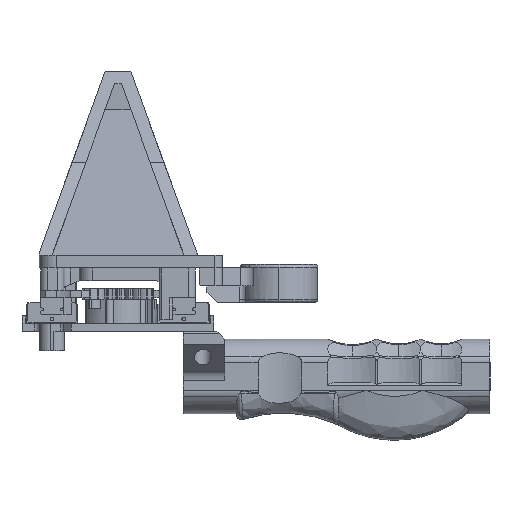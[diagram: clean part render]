
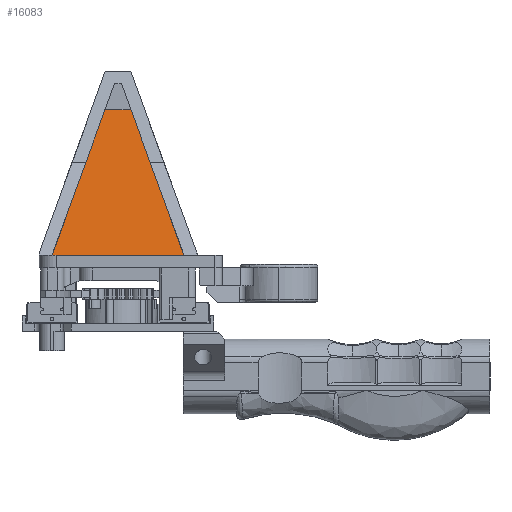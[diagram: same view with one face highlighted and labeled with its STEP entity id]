
A CAD part, left-side view. The second image highlights one B-rep face of the part: STEP entity #16083.
In plain terms, the highlighted planar face has unit normal (-0.988, 0, 0.152).
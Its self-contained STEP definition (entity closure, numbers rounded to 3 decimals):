
#407 = DIRECTION ( 'NONE',  ( -0.152, 0., -0.988 ) ) ;
#636 = PLANE ( 'NONE',  #7042 ) ;
#665 = VERTEX_POINT ( 'NONE', #7866 ) ;
#896 = VERTEX_POINT ( 'NONE', #30369 ) ;
#1131 = DIRECTION ( 'NONE',  ( -0.143, 0.339, -0.93 ) ) ;
#1687 = LINE ( 'NONE', #11497, #43724 ) ;
#3899 = CARTESIAN_POINT ( 'NONE',  ( -20.926, 30.014, 93.181 ) ) ;
#4122 = VECTOR ( 'NONE', #19057, 1000. ) ;
#4694 = EDGE_CURVE ( 'NONE', #26841, #896, #1687, .T. ) ;
#4775 = LINE ( 'NONE', #3899, #14621 ) ;
#4929 = LINE ( 'NONE', #21805, #4122 ) ;
#6797 = DIRECTION ( 'NONE',  ( -0.988, 0., 0.152 ) ) ;
#7042 = AXIS2_PLACEMENT_3D ( 'NONE', #31591, #6797, #407 ) ;
#7866 = CARTESIAN_POINT ( 'NONE',  ( -18.511, 24.287, 108.9 ) ) ;
#7976 = ORIENTED_EDGE ( 'NONE', *, *, #4694, .F. ) ;
#10902 = EDGE_LOOP ( 'NONE', ( #39930, #27392, #21384, #7976 ) ) ;
#11497 = CARTESIAN_POINT ( 'NONE',  ( -20.925, -32.524, 93.181 ) ) ;
#13977 = VECTOR ( 'NONE', #23788, 1000. ) ;
#14621 = VECTOR ( 'NONE', #1131, 1000. ) ;
#14870 = EDGE_CURVE ( 'NONE', #20482, #665, #4775, .T. ) ;
#16083 = ADVANCED_FACE ( 'NONE', ( #24536 ), #636, .T. ) ;
#16176 = EDGE_CURVE ( 'NONE', #26841, #20482, #4929, .T. ) ;
#19057 = DIRECTION ( 'NONE',  ( 0., 1., 0. ) ) ;
#20482 = VERTEX_POINT ( 'NONE', #22436 ) ;
#21384 = ORIENTED_EDGE ( 'NONE', *, *, #29255, .F. ) ;
#21805 = CARTESIAN_POINT ( 'NONE',  ( -9.872, -1.255, 165.129 ) ) ;
#22436 = CARTESIAN_POINT ( 'NONE',  ( -9.872, 3.804, 165.129 ) ) ;
#23788 = DIRECTION ( 'NONE',  ( 0., 1., 0. ) ) ;
#24536 = FACE_OUTER_BOUND ( 'NONE', #10902, .T. ) ;
#26758 = LINE ( 'NONE', #30629, #13977 ) ;
#26841 = VERTEX_POINT ( 'NONE', #27539 ) ;
#27392 = ORIENTED_EDGE ( 'NONE', *, *, #14870, .T. ) ;
#27539 = CARTESIAN_POINT ( 'NONE',  ( -9.872, -6.315, 165.129 ) ) ;
#29255 = EDGE_CURVE ( 'NONE', #896, #665, #26758, .T. ) ;
#30369 = CARTESIAN_POINT ( 'NONE',  ( -18.51, -26.798, 108.9 ) ) ;
#30629 = CARTESIAN_POINT ( 'NONE',  ( -18.51, -80.782, 108.9 ) ) ;
#31591 = CARTESIAN_POINT ( 'NONE',  ( -18.287, -80.782, 110.355 ) ) ;
#32422 = DIRECTION ( 'NONE',  ( -0.143, -0.339, -0.93 ) ) ;
#39930 = ORIENTED_EDGE ( 'NONE', *, *, #16176, .T. ) ;
#43724 = VECTOR ( 'NONE', #32422, 1000. ) ;
